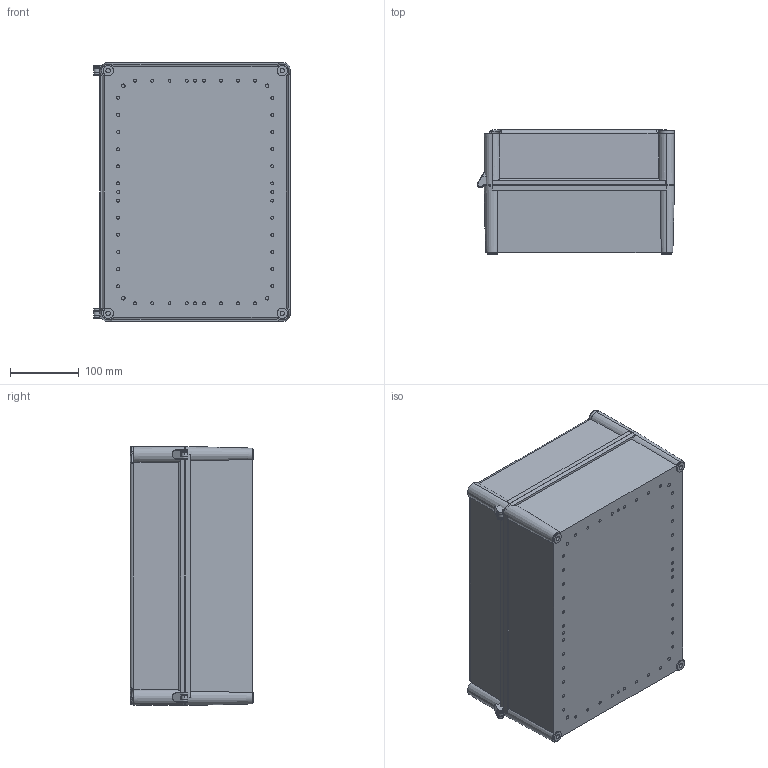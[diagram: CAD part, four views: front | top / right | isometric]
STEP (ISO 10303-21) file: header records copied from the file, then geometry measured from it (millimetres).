
FILE_DESCRIPTION (( 'STEP AP214' ), '1' );
FILE_NAME ('2539553_FIBOX_Solid_PC3828_18T_2FSH.STEP', '2023-02-17T06:07:22', ( 'fiboxadmin' ), ( '' ), 'SwSTEP 2.0', 'SolidWorks 2021', '' );
FILE_SCHEMA (( 'AUTOMOTIVE_DESIGN' ));
Length unit declared in the file: millimetre
Products named in the file (5): 2539553_FIBOX_Solid_PC3828_18T_2FSH; FSH Hinge; SS 10563 long Cross head screw; FIBOX_EKP80C; Fibox_Solid_3828_B
Assembly tree (6 placements, depth 2):
  2539553_FIBOX_Solid_PC3828_18T_2FSH
    Fibox_Solid_3828_B
    FIBOX_EKP80C
    SS 10563 long Cross head screw  x2
    FSH Hinge  x2
Bounding box: 287.4 x 180.5 x 378 mm (x, y, z)
Volume: 1707873.7 mm3; surface area: 904437.3 mm2
Topology: 8 solids, 8 shells, 1144 faces, 2858 edges, 1852 vertices
Faces by surface type: plane 519, cylinder 472, cone 71, bspline 48, torus 34
Entity records: 32327 total; most frequent: CARTESIAN_POINT 7170, DIRECTION 4972, ORIENTED_EDGE 4738, EDGE_CURVE 2369, AXIS2_PLACEMENT_3D 1913, VERTEX_POINT 1545, VECTOR 1146, LINE 1146
